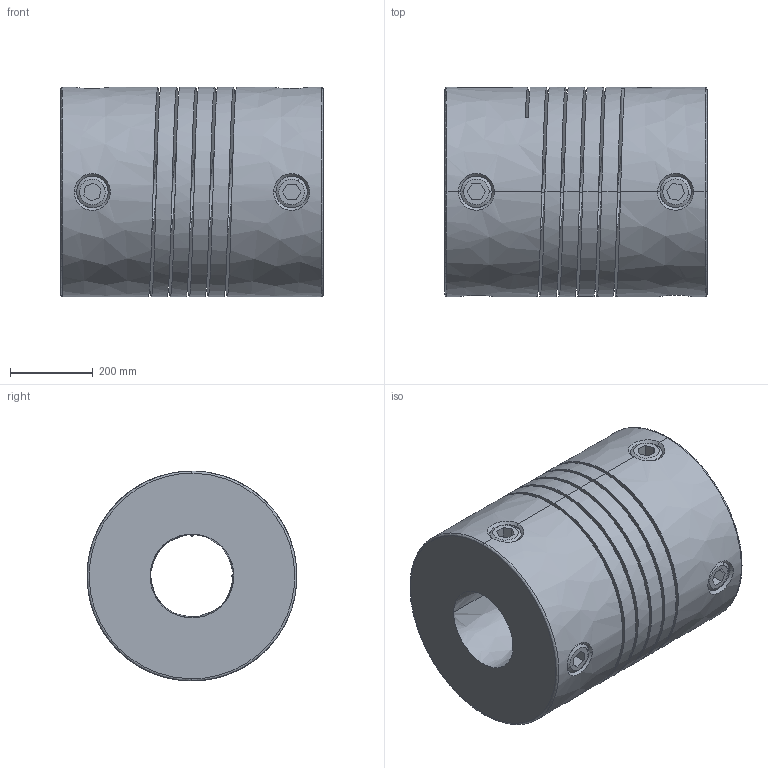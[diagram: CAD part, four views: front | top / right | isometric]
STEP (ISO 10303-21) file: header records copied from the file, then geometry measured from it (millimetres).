
FILE_DESCRIPTION(/* description */ (''),/* implementation_level */ '2;1');
FILE_NAME(/* name */ 'COUPLI~1',/* time_stamp */ '2021-06-23T23:55:13+08:00',/* author */ (''),/* organization */ (''),/* preprocessor_version */ 'ST-DEVELOPER v15',/* originating_system */ '',/* authorisation */ '');
FILE_SCHEMA (('AUTOMOTIVE_DESIGN'));
Length unit declared in the file: inch
Products named in the file (1): Document
Bounding box: 635 x 507.86 x 508 mm (x, y, z)
Volume: 100910659.8 mm3; surface area: 3691359.1 mm2
Topology: 5 solids, 5 shells, 110 faces, 276 edges, 174 vertices
Faces by surface type: bspline 70, plane 40
Entity records: 8321 total; most frequent: CARTESIAN_POINT 6626, ORIENTED_EDGE 552, EDGE_CURVE 276, VERTEX_POINT 174, B_SPLINE_CURVE_WITH_KNOTS 135, EDGE_LOOP 120, ADVANCED_FACE 110, FACE_OUTER_BOUND 110
